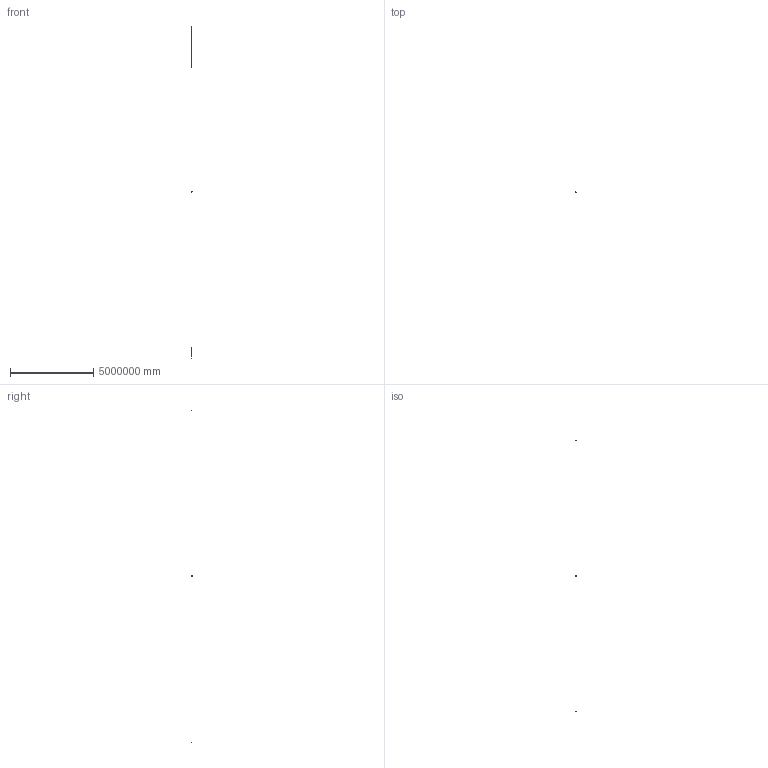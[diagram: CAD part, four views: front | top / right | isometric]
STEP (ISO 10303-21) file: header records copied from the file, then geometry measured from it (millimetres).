
FILE_DESCRIPTION(/* description */ ('Unknown'),/* implementation_level */ '2;1');
FILE_NAME(/* name */ '23604001',/* time_stamp */ '2022-09-07T06:03:04+02:00',/* author */ ('Unknown'),/* organization */ ('GROHE AG'),/* preprocessor_version */ 'ST-DEVELOPER v16.7',/* originating_system */ 'DEX',/* authorisation */ $);
FILE_SCHEMA (('AUTOMOTIVE_DESIGN {1 0 10303 214 3 1 1}'));
Products named in the file (20): 23604001; 23604001_0; 23604001_1; 23604001_2; 23604001_3; 23604001_4; 23604001_5; 23604001_6; 23604001_7; 23604001_8; 23604001_9; 23604001_10; 23604001_11; 50.9702.1_Standard; 50.9697.1_Standard; 23604001_12; 23604001_13; 23604001_14; 23604001_15
Assembly tree (19 placements, depth 2):
  23604001
    23604001
    23604001_0
    23604001_1
    23604001_2
    23604001_3
    23604001_4
    23604001_5
    23604001_6
    23604001_7
    23604001_8
    23604001_9
    23604001_10
    23604001_11
    50.9702.1_Standard
    50.9697.1_Standard
    23604001_12
    23604001_13
    23604001_14
    23604001_15
Bounding box: 183.85 x 220 x 20000000 mm (x, y, z)
Volume: 224025.1 mm3; surface area: 346404589.5 mm2
Topology: 18 solids, 26 shells, 2467 faces, 7117 edges, 4594 vertices
Faces by surface type: plane 1731, cylinder 243, bspline 232, torus 116, cone 80, sphere 65
Full cylindrical faces by diameter (mm): 1.5 x1, 5 x1, 5.1 x1, 5.5 x1, 9.2 x1, 10 x3, 11.2 x1, 12 x2, 12.8 x2, 13 x1, 14.437 x1, 14.8 x2, 15 x4, 15.2 x2, 15.3 x1, 16 x1, 16.5 x2, 16.9 x1, 17.5 x1, 17.9 x1, 18 x1, 18.1 x1, 18.3 x2, 18.5 x2, 18.8 x1, 18.9 x1, 19 x1, 19.3 x2, 20.05 x1, 20.1 x2
Entity records: 104785 total; most frequent: CARTESIAN_POINT 36785, ORIENTED_EDGE 13550, DIRECTION 11514, EDGE_CURVE 6775, VERTEX_POINT 4488, LINE 4144, VECTOR 4144, AXIS2_PLACEMENT_3D 3685
